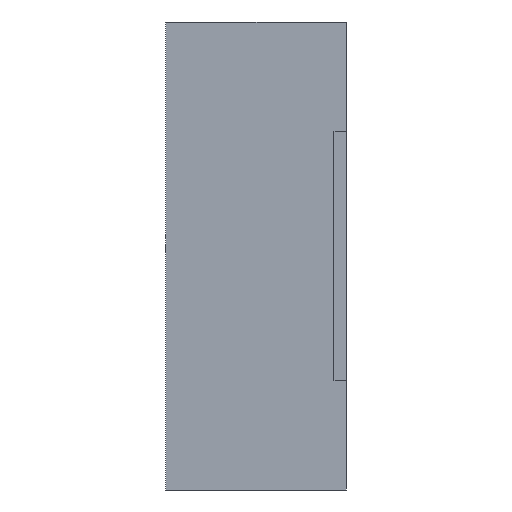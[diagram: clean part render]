
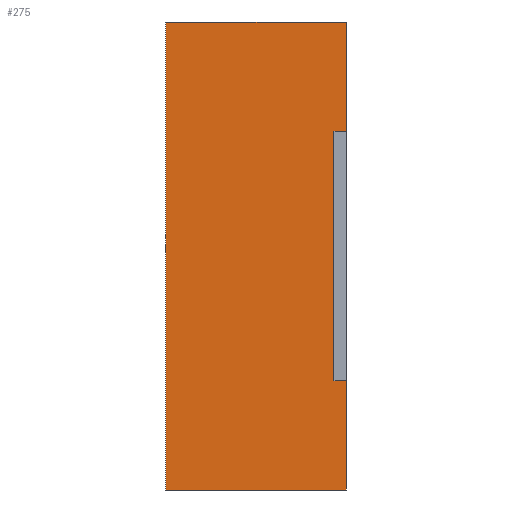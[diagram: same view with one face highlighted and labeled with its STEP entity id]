
A CAD part, left-side view. The second image highlights one B-rep face of the part: STEP entity #275.
In plain terms, the highlighted planar face has unit normal (-1, 0, 0).
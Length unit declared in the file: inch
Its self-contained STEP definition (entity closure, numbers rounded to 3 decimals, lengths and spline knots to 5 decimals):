
#13 = CARTESIAN_POINT ( 'NONE',  ( -0.5, 0., 0. ) ) ;
#14 = CARTESIAN_POINT ( 'NONE',  ( -0.5, 0.01, -0.1 ) ) ;
#15 = VECTOR ( 'NONE', #260, 39.37008 ) ;
#22 = CARTESIAN_POINT ( 'NONE',  ( -0.5, 0.145, 0. ) ) ;
#39 = VERTEX_POINT ( 'NONE', #119 ) ;
#44 = CARTESIAN_POINT ( 'NONE',  ( -0.5, 0.01, -0.1 ) ) ;
#49 = VERTEX_POINT ( 'NONE', #116 ) ;
#52 = LINE ( 'NONE', #95, #554 ) ;
#54 = VERTEX_POINT ( 'NONE', #14 ) ;
#55 = FACE_OUTER_BOUND ( 'NONE', #346, .T. ) ;
#58 = ORIENTED_EDGE ( 'NONE', *, *, #370, .F. ) ;
#59 = VECTOR ( 'NONE', #126, 39.37008 ) ;
#61 = VECTOR ( 'NONE', #574, 39.37008 ) ;
#95 = CARTESIAN_POINT ( 'NONE',  ( -0.5, 0., 0. ) ) ;
#116 = CARTESIAN_POINT ( 'NONE',  ( -0.5, 0., -0.1875 ) ) ;
#119 = CARTESIAN_POINT ( 'NONE',  ( -0.5, 0., 0.1 ) ) ;
#120 = VECTOR ( 'NONE', #383, 39.37008 ) ;
#126 = DIRECTION ( 'NONE',  ( 0., -1., 0. ) ) ;
#128 = CARTESIAN_POINT ( 'NONE',  ( -0.5, 0.145, 0. ) ) ;
#131 = CARTESIAN_POINT ( 'NONE',  ( -0.5, 0.145, 0.1875 ) ) ;
#133 = CARTESIAN_POINT ( 'NONE',  ( -0.5, 0., 0.1875 ) ) ;
#153 = ORIENTED_EDGE ( 'NONE', *, *, #242, .F. ) ;
#161 = ORIENTED_EDGE ( 'NONE', *, *, #638, .T. ) ;
#189 = CARTESIAN_POINT ( 'NONE',  ( -0.5, 0.01, 0. ) ) ;
#203 = LINE ( 'NONE', #128, #455 ) ;
#241 = LINE ( 'NONE', #580, #608 ) ;
#242 = EDGE_CURVE ( 'NONE', #255, #361, #241, .T. ) ;
#255 = VERTEX_POINT ( 'NONE', #131 ) ;
#260 = DIRECTION ( 'NONE',  ( 0., 0., -1. ) ) ;
#268 = VECTOR ( 'NONE', #595, 39.37008 ) ;
#275 = ADVANCED_FACE ( 'NONE', ( #55 ), #328, .F. ) ;
#278 = DIRECTION ( 'NONE',  ( 0., 0., -1. ) ) ;
#282 = VERTEX_POINT ( 'NONE', #426 ) ;
#305 = ORIENTED_EDGE ( 'NONE', *, *, #445, .F. ) ;
#309 = LINE ( 'NONE', #189, #120 ) ;
#313 = EDGE_CURVE ( 'NONE', #349, #49, #572, .T. ) ;
#328 = PLANE ( 'NONE',  #505 ) ;
#329 = CARTESIAN_POINT ( 'NONE',  ( -0.5, 0., -0.1 ) ) ;
#340 = ORIENTED_EDGE ( 'NONE', *, *, #547, .T. ) ;
#346 = EDGE_LOOP ( 'NONE', ( #58, #340, #510, #161, #153, #428, #514, #305 ) ) ;
#349 = VERTEX_POINT ( 'NONE', #503 ) ;
#361 = VERTEX_POINT ( 'NONE', #133 ) ;
#370 = EDGE_CURVE ( 'NONE', #54, #527, #582, .T. ) ;
#383 = DIRECTION ( 'NONE',  ( 0., 0., 1. ) ) ;
#389 = DIRECTION ( 'NONE',  ( 0., 0., 1. ) ) ;
#395 = CARTESIAN_POINT ( 'NONE',  ( -0.5, 0.01, 0.1 ) ) ;
#413 = LINE ( 'NONE', #13, #15 ) ;
#426 = CARTESIAN_POINT ( 'NONE',  ( -0.5, 0.01, 0.1 ) ) ;
#428 = ORIENTED_EDGE ( 'NONE', *, *, #607, .F. ) ;
#445 = EDGE_CURVE ( 'NONE', #527, #49, #413, .T. ) ;
#455 = VECTOR ( 'NONE', #627, 39.37008 ) ;
#497 = EDGE_CURVE ( 'NONE', #282, #39, #541, .T. ) ;
#503 = CARTESIAN_POINT ( 'NONE',  ( -0.5, 0.145, -0.1875 ) ) ;
#505 = AXIS2_PLACEMENT_3D ( 'NONE', #22, #629, #278 ) ;
#510 = ORIENTED_EDGE ( 'NONE', *, *, #497, .T. ) ;
#514 = ORIENTED_EDGE ( 'NONE', *, *, #313, .T. ) ;
#527 = VERTEX_POINT ( 'NONE', #329 ) ;
#541 = LINE ( 'NONE', #395, #268 ) ;
#547 = EDGE_CURVE ( 'NONE', #54, #282, #309, .T. ) ;
#554 = VECTOR ( 'NONE', #389, 39.37008 ) ;
#572 = LINE ( 'NONE', #576, #59 ) ;
#574 = DIRECTION ( 'NONE',  ( 0., -1., 0. ) ) ;
#576 = CARTESIAN_POINT ( 'NONE',  ( -0.5, 0.145, -0.1875 ) ) ;
#580 = CARTESIAN_POINT ( 'NONE',  ( -0.5, 0.145, 0.1875 ) ) ;
#582 = LINE ( 'NONE', #44, #61 ) ;
#595 = DIRECTION ( 'NONE',  ( 0., -1., 0. ) ) ;
#607 = EDGE_CURVE ( 'NONE', #349, #255, #203, .T. ) ;
#608 = VECTOR ( 'NONE', #635, 39.37008 ) ;
#627 = DIRECTION ( 'NONE',  ( 0., 0., 1. ) ) ;
#629 = DIRECTION ( 'NONE',  ( 1., 0., 0. ) ) ;
#635 = DIRECTION ( 'NONE',  ( 0., -1., 0. ) ) ;
#638 = EDGE_CURVE ( 'NONE', #39, #361, #52, .T. ) ;
